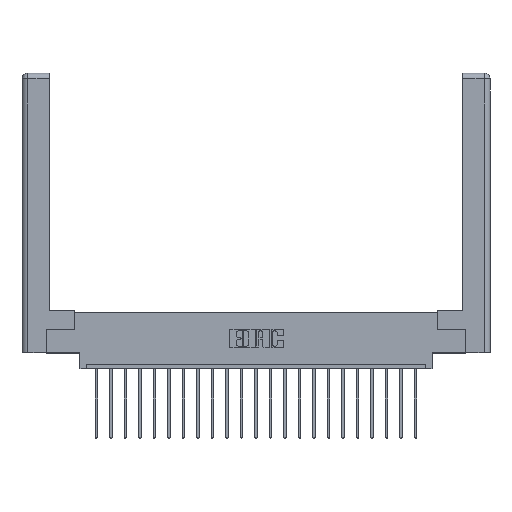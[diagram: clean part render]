
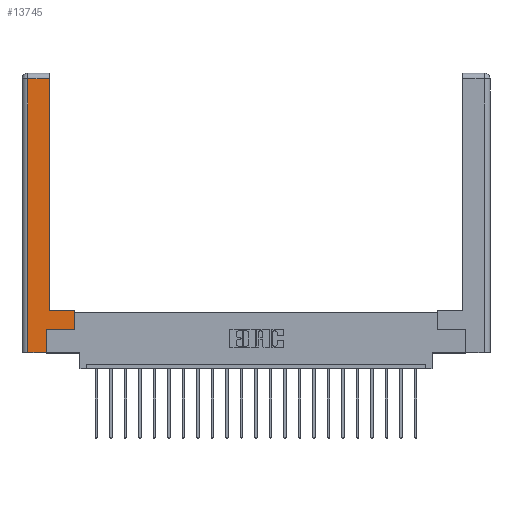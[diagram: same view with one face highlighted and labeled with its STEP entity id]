
A CAD part, top view. The second image highlights one B-rep face of the part: STEP entity #13745.
In plain terms, the highlighted planar face has unit normal (0, 0, 1).
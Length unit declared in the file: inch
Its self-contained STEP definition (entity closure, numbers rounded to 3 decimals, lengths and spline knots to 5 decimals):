
#234 = CARTESIAN_POINT ( 'NONE',  ( 0.0615, 0., 0. ) ) ;
#827 = CARTESIAN_POINT ( 'NONE',  ( 0.565, 0.45, 0. ) ) ;
#1099 = DIRECTION ( 'NONE',  ( -1., 0., 0. ) ) ;
#1278 = VERTEX_POINT ( 'NONE', #4844 ) ;
#1494 = VERTEX_POINT ( 'NONE', #12054 ) ;
#1586 = LINE ( 'NONE', #16068, #14006 ) ;
#1810 = PLANE ( 'NONE',  #11214 ) ;
#2692 = CARTESIAN_POINT ( 'NONE',  ( 0., 0., 0. ) ) ;
#3591 = ORIENTED_EDGE ( 'NONE', *, *, #18310, .T. ) ;
#3717 = VECTOR ( 'NONE', #9995, 39.37008 ) ;
#3952 = LINE ( 'NONE', #20762, #16113 ) ;
#4056 = CARTESIAN_POINT ( 'NONE',  ( 0.265, 0.245, 0. ) ) ;
#4526 = DIRECTION ( 'NONE',  ( -1., 0., 0. ) ) ;
#4844 = CARTESIAN_POINT ( 'NONE',  ( 0.265, 0., 0. ) ) ;
#4947 = EDGE_CURVE ( 'NONE', #18285, #8975, #14960, .T. ) ;
#5216 = VECTOR ( 'NONE', #21040, 39.37008 ) ;
#5307 = EDGE_CURVE ( 'NONE', #8912, #1494, #12760, .T. ) ;
#5527 = ORIENTED_EDGE ( 'NONE', *, *, #5307, .T. ) ;
#5720 = ORIENTED_EDGE ( 'NONE', *, *, #12147, .T. ) ;
#5943 = LINE ( 'NONE', #16415, #14595 ) ;
#6256 = VECTOR ( 'NONE', #8714, 39.37008 ) ;
#6348 = VERTEX_POINT ( 'NONE', #234 ) ;
#7087 = EDGE_LOOP ( 'NONE', ( #13950, #22245, #3591, #7748, #5720, #9532, #8593, #5527 ) ) ;
#7599 = LINE ( 'NONE', #12342, #6256 ) ;
#7748 = ORIENTED_EDGE ( 'NONE', *, *, #15433, .T. ) ;
#8593 = ORIENTED_EDGE ( 'NONE', *, *, #15756, .T. ) ;
#8714 = DIRECTION ( 'NONE',  ( 0., -1., 0. ) ) ;
#8912 = VERTEX_POINT ( 'NONE', #827 ) ;
#8937 = LINE ( 'NONE', #20034, #12456 ) ;
#8975 = VERTEX_POINT ( 'NONE', #21627 ) ;
#9532 = ORIENTED_EDGE ( 'NONE', *, *, #4947, .T. ) ;
#9607 = EDGE_CURVE ( 'NONE', #11358, #16402, #5943, .T. ) ;
#9905 = DIRECTION ( 'NONE',  ( 1., 0., 0. ) ) ;
#9995 = DIRECTION ( 'NONE',  ( 0., 1., 0. ) ) ;
#11134 = EDGE_CURVE ( 'NONE', #1494, #11358, #1586, .T. ) ;
#11214 = AXIS2_PLACEMENT_3D ( 'NONE', #2692, #17065, #4526 ) ;
#11358 = VERTEX_POINT ( 'NONE', #14708 ) ;
#12054 = CARTESIAN_POINT ( 'NONE',  ( 0.295, 0.45, 0. ) ) ;
#12147 = EDGE_CURVE ( 'NONE', #1278, #18285, #3952, .T. ) ;
#12342 = CARTESIAN_POINT ( 'NONE',  ( 0.0615, 0., 0. ) ) ;
#12456 = VECTOR ( 'NONE', #22059, 39.37008 ) ;
#12509 = CARTESIAN_POINT ( 'NONE',  ( 0.295, 0.45, 0. ) ) ;
#12760 = LINE ( 'NONE', #12509, #5216 ) ;
#13745 = ADVANCED_FACE ( 'NONE', ( #16598 ), #1810, .F. ) ;
#13950 = ORIENTED_EDGE ( 'NONE', *, *, #11134, .T. ) ;
#14006 = VECTOR ( 'NONE', #17920, 39.37008 ) ;
#14595 = VECTOR ( 'NONE', #1099, 39.37008 ) ;
#14708 = CARTESIAN_POINT ( 'NONE',  ( 0.295, 2.94, 0. ) ) ;
#14960 = LINE ( 'NONE', #18482, #19533 ) ;
#15433 = EDGE_CURVE ( 'NONE', #6348, #1278, #8937, .T. ) ;
#15641 = CARTESIAN_POINT ( 'NONE',  ( 0.0615, 2.94, 0. ) ) ;
#15756 = EDGE_CURVE ( 'NONE', #8975, #8912, #21302, .T. ) ;
#16068 = CARTESIAN_POINT ( 'NONE',  ( 0.295, 3., 0. ) ) ;
#16113 = VECTOR ( 'NONE', #19113, 39.37008 ) ;
#16402 = VERTEX_POINT ( 'NONE', #15641 ) ;
#16415 = CARTESIAN_POINT ( 'NONE',  ( 0.0615, 2.94, 0. ) ) ;
#16598 = FACE_OUTER_BOUND ( 'NONE', #7087, .T. ) ;
#16783 = CARTESIAN_POINT ( 'NONE',  ( 0.565, 0.45, 0. ) ) ;
#17065 = DIRECTION ( 'NONE',  ( 0., 0., -1. ) ) ;
#17920 = DIRECTION ( 'NONE',  ( 0., 1., 0. ) ) ;
#18285 = VERTEX_POINT ( 'NONE', #4056 ) ;
#18310 = EDGE_CURVE ( 'NONE', #16402, #6348, #7599, .T. ) ;
#18482 = CARTESIAN_POINT ( 'NONE',  ( 0.565, 0.245, 0. ) ) ;
#19113 = DIRECTION ( 'NONE',  ( 0., 1., 0. ) ) ;
#19533 = VECTOR ( 'NONE', #9905, 39.37008 ) ;
#20034 = CARTESIAN_POINT ( 'NONE',  ( 0.265, 0., 0. ) ) ;
#20762 = CARTESIAN_POINT ( 'NONE',  ( 0.265, 0.245, 0. ) ) ;
#21040 = DIRECTION ( 'NONE',  ( -1., 0., 0. ) ) ;
#21302 = LINE ( 'NONE', #16783, #3717 ) ;
#21627 = CARTESIAN_POINT ( 'NONE',  ( 0.565, 0.245, 0. ) ) ;
#22059 = DIRECTION ( 'NONE',  ( 1., 0., 0. ) ) ;
#22245 = ORIENTED_EDGE ( 'NONE', *, *, #9607, .T. ) ;
